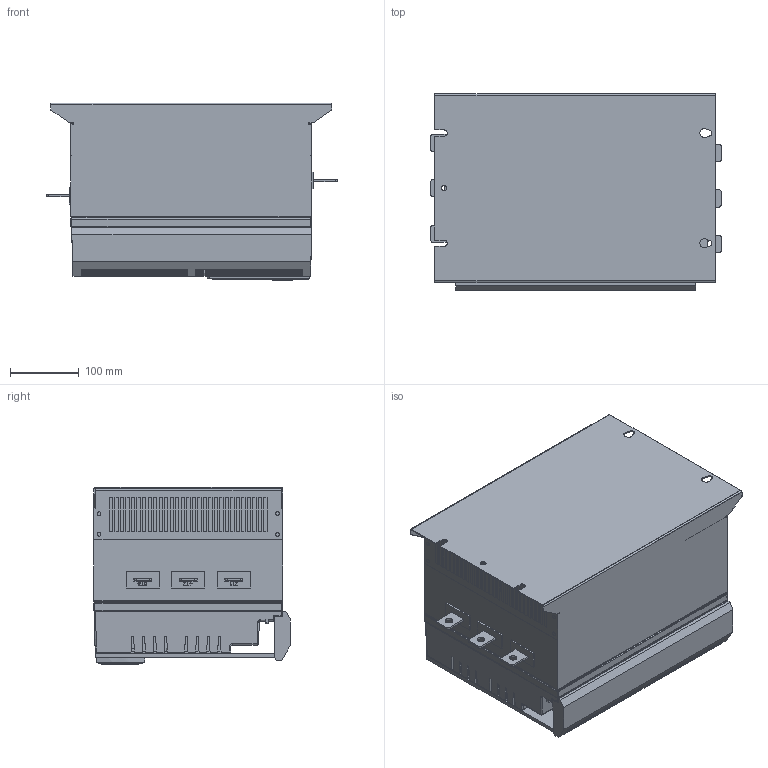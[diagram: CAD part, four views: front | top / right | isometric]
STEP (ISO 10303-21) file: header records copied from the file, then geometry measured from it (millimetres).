
FILE_DESCRIPTION (( 'STEP AP214' ), '1' );
FILE_NAME ('110êÂò.STEP', '2023-11-28T12:24:51', ( '' ), ( '' ), 'SwSTEP 2.0', 'SolidWorks 2022', '' );
FILE_SCHEMA (( 'AUTOMOTIVE_DESIGN' ));
Length unit declared in the file: millimetre
Products named in the file (1): 110кВт
Bounding box: 422 x 284.78 x 258.1 mm (x, y, z)
Volume: 17298428 mm3; surface area: 1385305.3 mm2
Topology: 1 solids, 8 shells, 2323 faces, 6254 edges, 3985 vertices
Faces by surface type: plane 1716, cylinder 443, cone 69, bspline 60, sphere 21, torus 14
Entity records: 100754 total; most frequent: CARTESIAN_POINT 18171, ORIENTED_EDGE 12482, DIRECTION 11294, EDGE_CURVE 6241, VECTOR 4854, LINE 4854, VERTEX_POINT 3985, AXIS2_PLACEMENT_3D 3220
